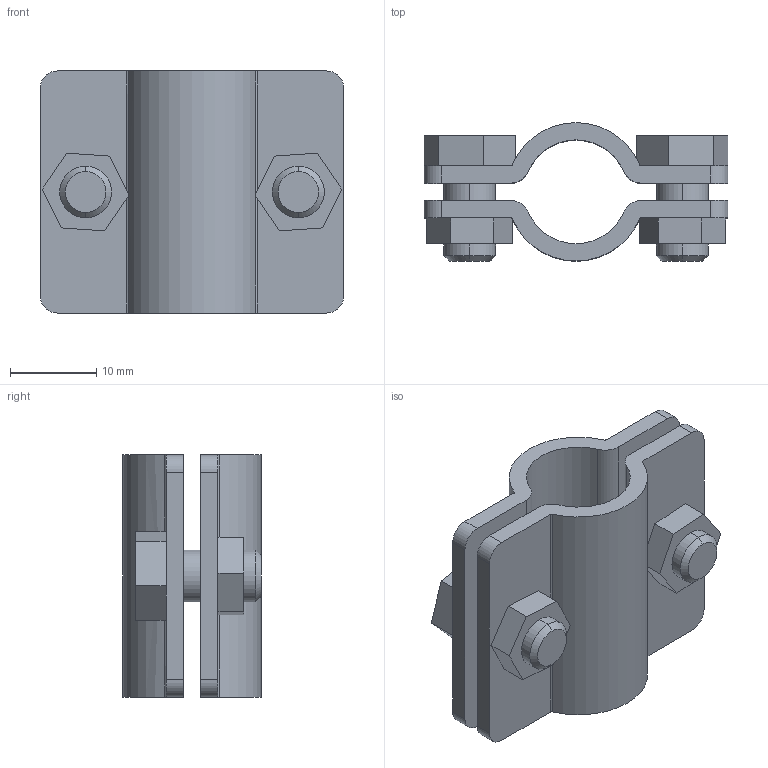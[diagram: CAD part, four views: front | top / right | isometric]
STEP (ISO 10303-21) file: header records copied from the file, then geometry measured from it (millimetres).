
FILE_DESCRIPTION (( 'STEP AP203' ), '1' );
FILE_NAME ('3D_M-8018OS_13x1.5_174872010.STEP', '2024-09-10T15:46:40', ( '' ), ( '' ), 'SwSTEP 2.0', 'SolidWorks 2024', '' );
FILE_SCHEMA (( 'CONFIG_CONTROL_DESIGN' ));
Length unit declared in the file: millimetre
Products named in the file (1): 3D_M-8018OS_13x1.5_174872010
Bounding box: 35.14 x 16 x 28 mm (x, y, z)
Volume: 5512.1 mm3; surface area: 5325 mm2
Topology: 1 solids, 1 shells, 86 faces, 232 edges, 152 vertices
Faces by surface type: plane 50, cylinder 32, cone 4
Entity records: 2773 total; most frequent: CARTESIAN_POINT 519, ORIENTED_EDGE 464, DIRECTION 450, EDGE_CURVE 232, LINE 156, VECTOR 156, VERTEX_POINT 152, AXIS2_PLACEMENT_3D 147
